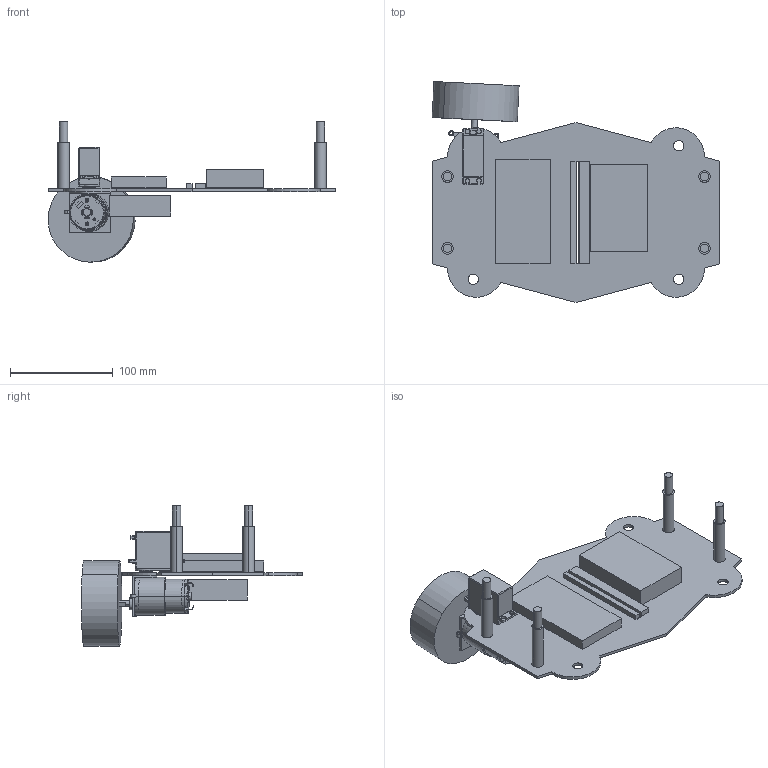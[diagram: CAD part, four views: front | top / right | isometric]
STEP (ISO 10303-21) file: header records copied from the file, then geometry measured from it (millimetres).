
FILE_DESCRIPTION(('CATIA V5 STEP Exchange'),'2;1');
FILE_NAME('LMbot V3.stp','2021-01-23T04:15:32+00:00',('none'),('none'),'CATIA Version 5 Release 20 GA (IN-10)','CATIA V5 STEP AP203','none');
FILE_SCHEMA(('CONFIG_CONTROL_DESIGN'));
Length unit declared in the file: millimetre
Products named in the file (3): LMbot V3; MG-958 servo; JGB37-520
Assembly tree (22 placements, depth 3):
  LMbot V3
    #58
    MG-958 servo
      #1673
      #8722
    #25144
    JGB37-520
      #26475  x3
      #27162
      #27722
      #30059  x2
      #30804
      #33941
      #34183
      #34425
    #34741
    #34845
    #35020
    #35195
    #35370
Bounding box: 280 x 215.01 x 136.46 mm (x, y, z)
Volume: 619330.1 mm3; surface area: 191797.6 mm2
Topology: 20 solids, 20 shells, 1166 faces, 3003 edges, 1868 vertices
Faces by surface type: cylinder 549, plane 385, torus 89, bspline 85, cone 36, sphere 22
Entity records: 35413 total; most frequent: CARTESIAN_POINT 10390, ORIENTED_EDGE 5598, DIRECTION 4119, EDGE_CURVE 2799, AXIS2_PLACEMENT_3D 1963, VERTEX_POINT 1764, EDGE_LOOP 1197, VECTOR 1153
